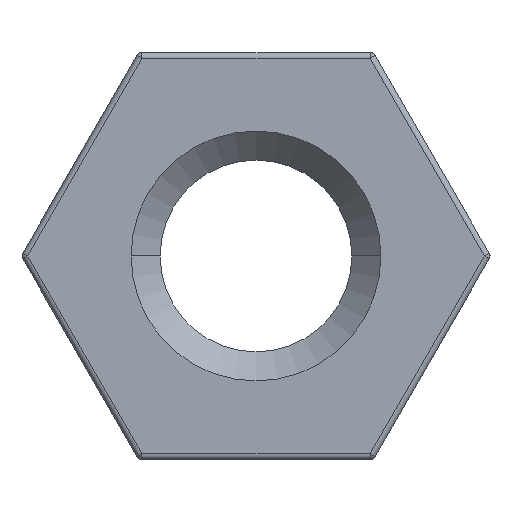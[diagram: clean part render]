
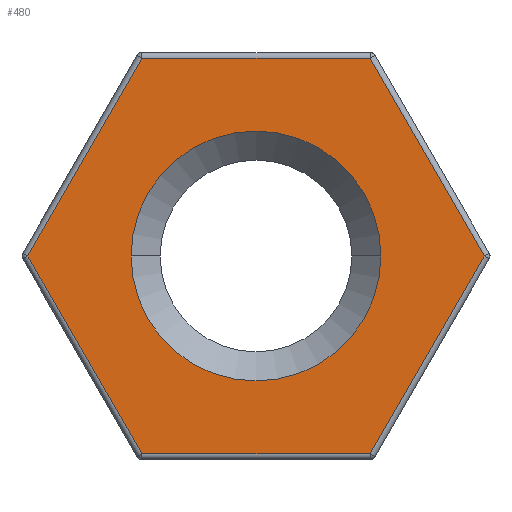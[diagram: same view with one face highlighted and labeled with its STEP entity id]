
A CAD part, left-side view. The second image highlights one B-rep face of the part: STEP entity #480.
In plain terms, the highlighted planar face has unit normal (-1, 0, 0).
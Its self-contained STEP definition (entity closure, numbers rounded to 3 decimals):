
#22 = CARTESIAN_POINT ( 'NONE',  ( 0., 2.944, 1.7 ) ) ;
#51 = VERTEX_POINT ( 'NONE', #1131 ) ;
#55 = DIRECTION ( 'NONE',  ( 1., 0., 0. ) ) ;
#79 = CARTESIAN_POINT ( 'NONE',  ( 0., 0., 0. ) ) ;
#93 = VERTEX_POINT ( 'NONE', #799 ) ;
#116 = CARTESIAN_POINT ( 'NONE',  ( 0., -1.963, -3.4 ) ) ;
#127 = CARTESIAN_POINT ( 'NONE',  ( 0., 0., -3.4 ) ) ;
#142 = LINE ( 'NONE', #1049, #926 ) ;
#166 = DIRECTION ( 'NONE',  ( 1., 0., 0. ) ) ;
#168 = EDGE_CURVE ( 'NONE', #791, #1152, #1137, .T. ) ;
#173 = LINE ( 'NONE', #127, #955 ) ;
#175 = ORIENTED_EDGE ( 'NONE', *, *, #625, .T. ) ;
#195 = DIRECTION ( 'NONE',  ( 0., -0.5, 0.866 ) ) ;
#203 = EDGE_CURVE ( 'NONE', #923, #51, #305, .T. ) ;
#212 = EDGE_CURVE ( 'NONE', #601, #514, #526, .T. ) ;
#214 = ORIENTED_EDGE ( 'NONE', *, *, #407, .T. ) ;
#222 = AXIS2_PLACEMENT_3D ( 'NONE', #402, #1104, #519 ) ;
#261 = EDGE_LOOP ( 'NONE', ( #419, #1200, #175, #454, #734, #989 ) ) ;
#268 = EDGE_CURVE ( 'NONE', #1152, #601, #173, .T. ) ;
#305 = CIRCLE ( 'NONE', #222, 2.15 ) ;
#322 = AXIS2_PLACEMENT_3D ( 'NONE', #678, #55, #1023 ) ;
#364 = VECTOR ( 'NONE', #1098, 1000. ) ;
#402 = CARTESIAN_POINT ( 'NONE',  ( 0., 0., 0. ) ) ;
#407 = EDGE_CURVE ( 'NONE', #51, #923, #1004, .T. ) ;
#419 = ORIENTED_EDGE ( 'NONE', *, *, #915, .T. ) ;
#454 = ORIENTED_EDGE ( 'NONE', *, *, #168, .T. ) ;
#480 = ADVANCED_FACE ( 'NONE', ( #788, #525 ), #1247, .F. ) ;
#511 = EDGE_LOOP ( 'NONE', ( #1226, #214 ) ) ;
#514 = VERTEX_POINT ( 'NONE', #1265 ) ;
#519 = DIRECTION ( 'NONE',  ( 0., 1., 0. ) ) ;
#525 = FACE_BOUND ( 'NONE', #511, .T. ) ;
#526 = LINE ( 'NONE', #824, #1254 ) ;
#561 = CARTESIAN_POINT ( 'NONE',  ( 0., 3.926, 0. ) ) ;
#592 = LINE ( 'NONE', #22, #823 ) ;
#601 = VERTEX_POINT ( 'NONE', #116 ) ;
#612 = LINE ( 'NONE', #682, #1116 ) ;
#625 = EDGE_CURVE ( 'NONE', #93, #791, #592, .T. ) ;
#678 = CARTESIAN_POINT ( 'NONE',  ( 0., 0., 0. ) ) ;
#682 = CARTESIAN_POINT ( 'NONE',  ( 0., -2.944, 1.7 ) ) ;
#734 = ORIENTED_EDGE ( 'NONE', *, *, #268, .T. ) ;
#788 = FACE_OUTER_BOUND ( 'NONE', #261, .T. ) ;
#791 = VERTEX_POINT ( 'NONE', #561 ) ;
#799 = CARTESIAN_POINT ( 'NONE',  ( 0., 1.963, 3.4 ) ) ;
#803 = EDGE_CURVE ( 'NONE', #843, #93, #142, .T. ) ;
#823 = VECTOR ( 'NONE', #1118, 1000. ) ;
#824 = CARTESIAN_POINT ( 'NONE',  ( 0., -2.944, -1.7 ) ) ;
#843 = VERTEX_POINT ( 'NONE', #1144 ) ;
#847 = DIRECTION ( 'NONE',  ( 0., -1., 0. ) ) ;
#872 = CARTESIAN_POINT ( 'NONE',  ( 0., 2.15, 0. ) ) ;
#891 = DIRECTION ( 'NONE',  ( 0., 1., 0. ) ) ;
#915 = EDGE_CURVE ( 'NONE', #514, #843, #612, .T. ) ;
#923 = VERTEX_POINT ( 'NONE', #872 ) ;
#924 = AXIS2_PLACEMENT_3D ( 'NONE', #79, #166, #891 ) ;
#926 = VECTOR ( 'NONE', #952, 1000. ) ;
#952 = DIRECTION ( 'NONE',  ( 0., 1., 0. ) ) ;
#955 = VECTOR ( 'NONE', #847, 1000. ) ;
#982 = CARTESIAN_POINT ( 'NONE',  ( 0., 1.963, -3.4 ) ) ;
#989 = ORIENTED_EDGE ( 'NONE', *, *, #212, .T. ) ;
#1003 = CARTESIAN_POINT ( 'NONE',  ( 0., 2.944, -1.7 ) ) ;
#1004 = CIRCLE ( 'NONE', #322, 2.15 ) ;
#1023 = DIRECTION ( 'NONE',  ( 0., 1., 0. ) ) ;
#1049 = CARTESIAN_POINT ( 'NONE',  ( 0., 0., 3.4 ) ) ;
#1098 = DIRECTION ( 'NONE',  ( 0., -0.5, -0.866 ) ) ;
#1104 = DIRECTION ( 'NONE',  ( 1., 0., 0. ) ) ;
#1116 = VECTOR ( 'NONE', #1231, 1000. ) ;
#1118 = DIRECTION ( 'NONE',  ( 0., 0.5, -0.866 ) ) ;
#1131 = CARTESIAN_POINT ( 'NONE',  ( 0., -2.15, 0. ) ) ;
#1137 = LINE ( 'NONE', #1003, #364 ) ;
#1144 = CARTESIAN_POINT ( 'NONE',  ( 0., -1.963, 3.4 ) ) ;
#1152 = VERTEX_POINT ( 'NONE', #982 ) ;
#1200 = ORIENTED_EDGE ( 'NONE', *, *, #803, .T. ) ;
#1226 = ORIENTED_EDGE ( 'NONE', *, *, #203, .T. ) ;
#1231 = DIRECTION ( 'NONE',  ( 0., 0.5, 0.866 ) ) ;
#1247 = PLANE ( 'NONE',  #924 ) ;
#1254 = VECTOR ( 'NONE', #195, 1000. ) ;
#1265 = CARTESIAN_POINT ( 'NONE',  ( 0., -3.926, 0. ) ) ;
